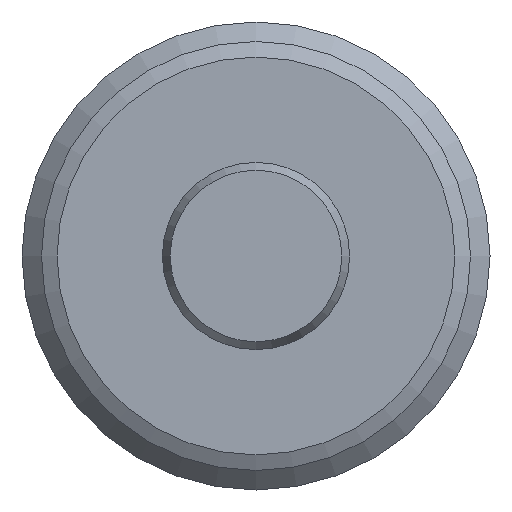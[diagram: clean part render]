
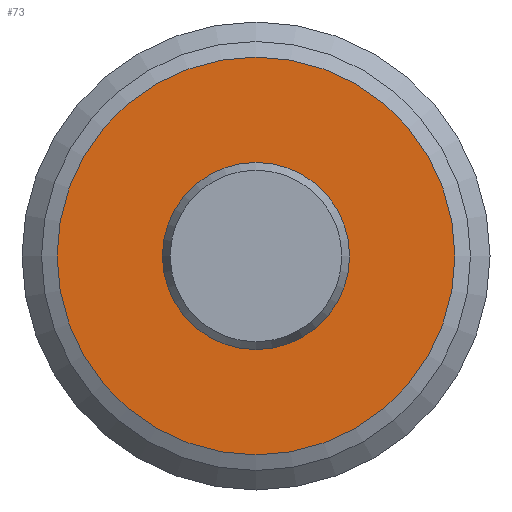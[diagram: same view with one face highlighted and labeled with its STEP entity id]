
A CAD part, front view. The second image highlights one B-rep face of the part: STEP entity #73.
In plain terms, the highlighted planar face has unit normal (0, -1, 0).
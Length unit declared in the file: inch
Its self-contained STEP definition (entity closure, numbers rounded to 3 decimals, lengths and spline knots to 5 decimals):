
#22 = CARTESIAN_POINT ( 'NONE',  ( -0.35925, -1.39764, 0. ) ) ;
#63 = DIRECTION ( 'NONE',  ( 0., 0., -1. ) ) ;
#73 = ADVANCED_FACE ( 'NONE', ( #362, #438 ), #300, .T. ) ;
#81 = CARTESIAN_POINT ( 'NONE',  ( 0., -1.39764, -0.21654 ) ) ;
#94 = EDGE_CURVE ( 'NONE', #126, #126, #498, .T. ) ;
#126 = VERTEX_POINT ( 'NONE', #81 ) ;
#148 = CARTESIAN_POINT ( 'NONE',  ( 0., -1.39764, 0. ) ) ;
#150 = DIRECTION ( 'NONE',  ( 0., 0., 1. ) ) ;
#154 = ORIENTED_EDGE ( 'NONE', *, *, #446, .F. ) ;
#161 = CARTESIAN_POINT ( 'NONE',  ( 0., -1.39764, 0. ) ) ;
#169 = EDGE_LOOP ( 'NONE', ( #154 ) ) ;
#210 = AXIS2_PLACEMENT_3D ( 'NONE', #22, #465, #339 ) ;
#229 = EDGE_LOOP ( 'NONE', ( #519 ) ) ;
#274 = CARTESIAN_POINT ( 'NONE',  ( 0., -1.39764, 0.50197 ) ) ;
#300 = PLANE ( 'NONE',  #210 ) ;
#307 = AXIS2_PLACEMENT_3D ( 'NONE', #148, #418, #150 ) ;
#339 = DIRECTION ( 'NONE',  ( 0., 0., -1. ) ) ;
#362 = FACE_BOUND ( 'NONE', #229, .T. ) ;
#418 = DIRECTION ( 'NONE',  ( 0., 1., 0. ) ) ;
#438 = FACE_OUTER_BOUND ( 'NONE', #169, .T. ) ;
#446 = EDGE_CURVE ( 'NONE', #492, #492, #518, .T. ) ;
#465 = DIRECTION ( 'NONE',  ( 0., -1., 0. ) ) ;
#492 = VERTEX_POINT ( 'NONE', #274 ) ;
#494 = AXIS2_PLACEMENT_3D ( 'NONE', #161, #555, #63 ) ;
#498 = CIRCLE ( 'NONE', #494, 0.21654 ) ;
#518 = CIRCLE ( 'NONE', #307, 0.50197 ) ;
#519 = ORIENTED_EDGE ( 'NONE', *, *, #94, .T. ) ;
#555 = DIRECTION ( 'NONE',  ( 0., 1., 0. ) ) ;
